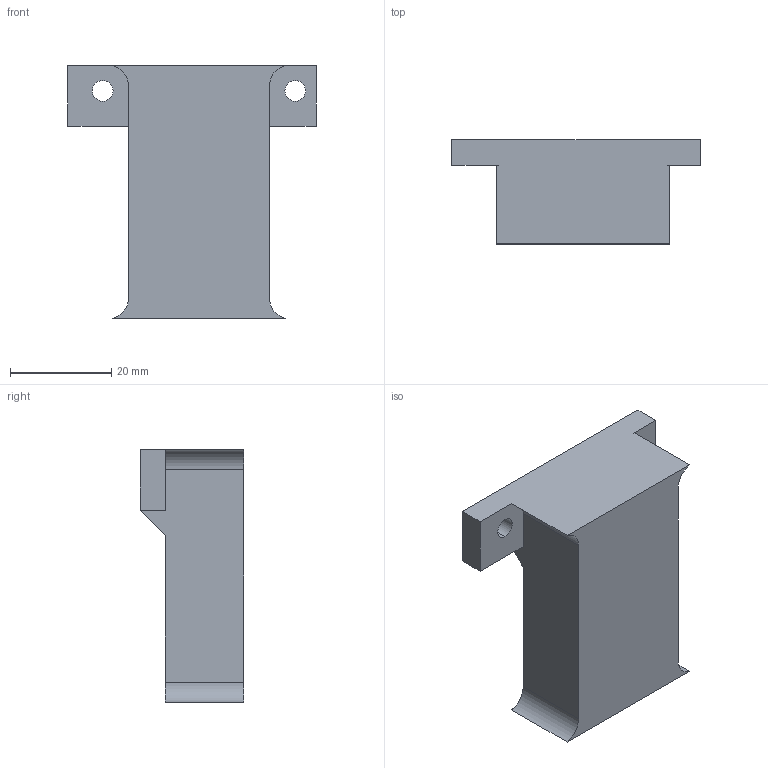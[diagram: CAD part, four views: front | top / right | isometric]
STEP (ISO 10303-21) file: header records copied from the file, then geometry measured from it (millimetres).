
FILE_DESCRIPTION (( 'STEP AP214' ), '1' );
FILE_NAME ('蟀諉2.STEP', '2024-05-25T09:05:31', ( '' ), ( '' ), 'SwSTEP 2.0', 'SolidWorks 2023', '' );
FILE_SCHEMA (( 'AUTOMOTIVE_DESIGN' ));
Length unit declared in the file: millimetre
Products named in the file (1): 连接2
Bounding box: 49.1 x 20.5 x 50 mm (x, y, z)
Volume: 24955.7 mm3; surface area: 6646.3 mm2
Topology: 1 solids, 1 shells, 22 faces, 58 edges, 38 vertices
Faces by surface type: plane 14, cylinder 8
Entity records: 713 total; most frequent: DIRECTION 120, CARTESIAN_POINT 119, ORIENTED_EDGE 116, EDGE_CURVE 58, VECTOR 42, LINE 42, AXIS2_PLACEMENT_3D 39, VERTEX_POINT 38
